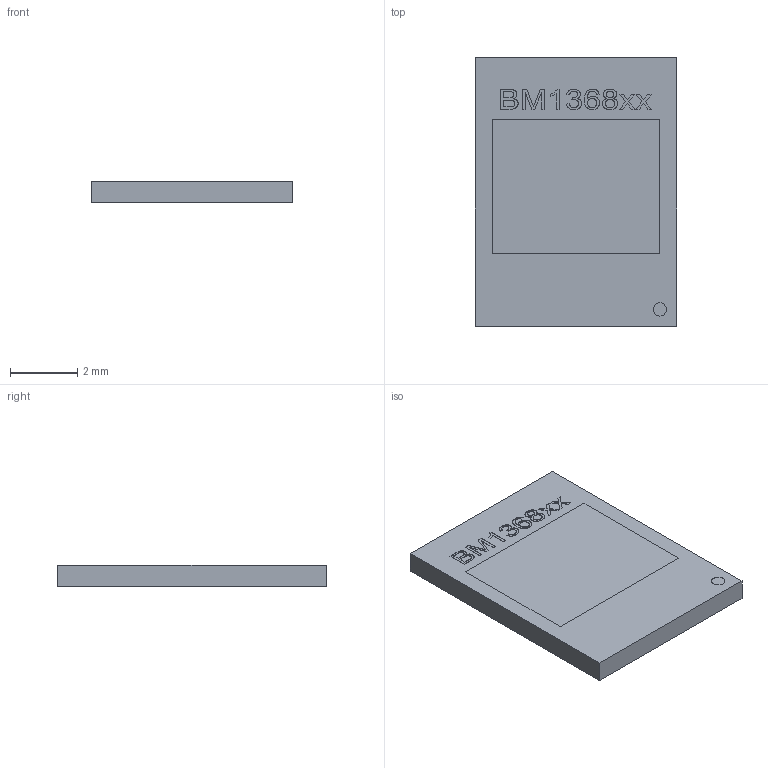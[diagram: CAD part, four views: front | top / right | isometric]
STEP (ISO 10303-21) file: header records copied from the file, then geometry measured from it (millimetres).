
FILE_DESCRIPTION(/* description */ (''),/* implementation_level */ '2;1');
FILE_NAME(/* name */ 'BM1368xx.stp',/* time_stamp */ '2024-05-08T12:45:22+08:00',/* author */ (''),/* organization */ (''),/* preprocessor_version */ 'ST-DEVELOPER v20',/* originating_system */ 'SIEMENS PLM Software NX2312.6001',/* authorisation */ '');
FILE_SCHEMA (('AUTOMOTIVE_DESIGN { 1 0 10303 214 3 1 1 1 }'));
Length unit declared in the file: millimetre
Products named in the file (1): BM1368PB
Bounding box: 6 x 8 x 0.65 mm (x, y, z)
Volume: 31 mm3; surface area: 114.9 mm2
Topology: 1 solids, 1 shells, 262 faces, 643 edges, 430 vertices
Faces by surface type: plane 227, extrusion 34, cylinder 1
Full cylindrical faces by diameter (mm): 0.4 x1
Entity records: 8738 total; most frequent: CARTESIAN_POINT 2505, ORIENTED_EDGE 1284, DIRECTION 978, EDGE_CURVE 642, VECTOR 516, LINE 482, VERTEX_POINT 430, EDGE_LOOP 310
